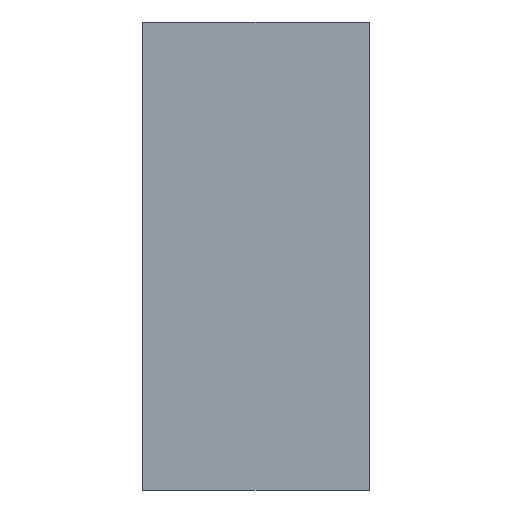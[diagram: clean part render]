
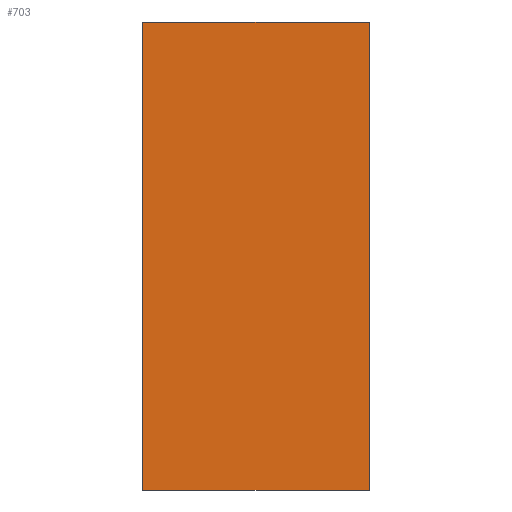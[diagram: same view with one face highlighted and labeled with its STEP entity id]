
A CAD part, left-side view. The second image highlights one B-rep face of the part: STEP entity #703.
In plain terms, the highlighted planar face has unit normal (-1, 0, 0).
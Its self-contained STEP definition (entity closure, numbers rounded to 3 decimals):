
#14 = FACE_OUTER_BOUND ( 'NONE', #123, .T. ) ;
#16 = CARTESIAN_POINT ( 'NONE',  ( -1.85, 0., -1.55 ) ) ;
#27 = ORIENTED_EDGE ( 'NONE', *, *, #862, .T. ) ;
#42 = CARTESIAN_POINT ( 'NONE',  ( -1.85, 0., 1.55 ) ) ;
#61 = ORIENTED_EDGE ( 'NONE', *, *, #601, .F. ) ;
#123 = EDGE_LOOP ( 'NONE', ( #27, #134, #61, #495 ) ) ;
#125 = DIRECTION ( 'NONE',  ( 0., 0., 1. ) ) ;
#130 = DIRECTION ( 'NONE',  ( 0., 0., 1. ) ) ;
#134 = ORIENTED_EDGE ( 'NONE', *, *, #724, .F. ) ;
#217 = CARTESIAN_POINT ( 'NONE',  ( -1.85, 1.5, 1.55 ) ) ;
#221 = VECTOR ( 'NONE', #125, 1000. ) ;
#223 = CARTESIAN_POINT ( 'NONE',  ( -1.85, 1.5, -1.55 ) ) ;
#261 = CARTESIAN_POINT ( 'NONE',  ( -1.85, 1.5, 1.55 ) ) ;
#262 = LINE ( 'NONE', #768, #221 ) ;
#349 = EDGE_CURVE ( 'NONE', #486, #629, #689, .T. ) ;
#357 = DIRECTION ( 'NONE',  ( 0., 0., -1. ) ) ;
#362 = VECTOR ( 'NONE', #364, 1000. ) ;
#364 = DIRECTION ( 'NONE',  ( 0., -1., 0. ) ) ;
#375 = VERTEX_POINT ( 'NONE', #42 ) ;
#449 = VECTOR ( 'NONE', #490, 1000. ) ;
#486 = VERTEX_POINT ( 'NONE', #859 ) ;
#490 = DIRECTION ( 'NONE',  ( 0., -1., 0. ) ) ;
#495 = ORIENTED_EDGE ( 'NONE', *, *, #349, .T. ) ;
#511 = LINE ( 'NONE', #217, #449 ) ;
#515 = AXIS2_PLACEMENT_3D ( 'NONE', #620, #759, #357 ) ;
#543 = PLANE ( 'NONE',  #515 ) ;
#553 = VERTEX_POINT ( 'NONE', #856 ) ;
#601 = EDGE_CURVE ( 'NONE', #486, #553, #720, .T. ) ;
#620 = CARTESIAN_POINT ( 'NONE',  ( -1.85, 1.5, 1.55 ) ) ;
#629 = VERTEX_POINT ( 'NONE', #16 ) ;
#689 = LINE ( 'NONE', #223, #362 ) ;
#699 = VECTOR ( 'NONE', #130, 1000. ) ;
#703 = ADVANCED_FACE ( 'NONE', ( #14 ), #543, .F. ) ;
#720 = LINE ( 'NONE', #261, #699 ) ;
#724 = EDGE_CURVE ( 'NONE', #553, #375, #511, .T. ) ;
#759 = DIRECTION ( 'NONE',  ( 1., 0., 0. ) ) ;
#768 = CARTESIAN_POINT ( 'NONE',  ( -1.85, 0., 1.55 ) ) ;
#856 = CARTESIAN_POINT ( 'NONE',  ( -1.85, 1.5, 1.55 ) ) ;
#859 = CARTESIAN_POINT ( 'NONE',  ( -1.85, 1.5, -1.55 ) ) ;
#862 = EDGE_CURVE ( 'NONE', #629, #375, #262, .T. ) ;
